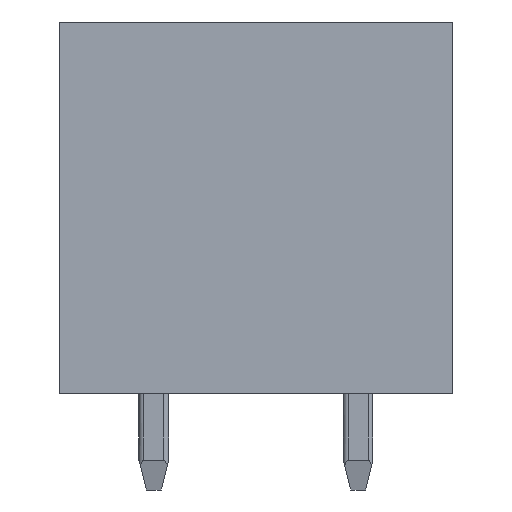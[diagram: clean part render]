
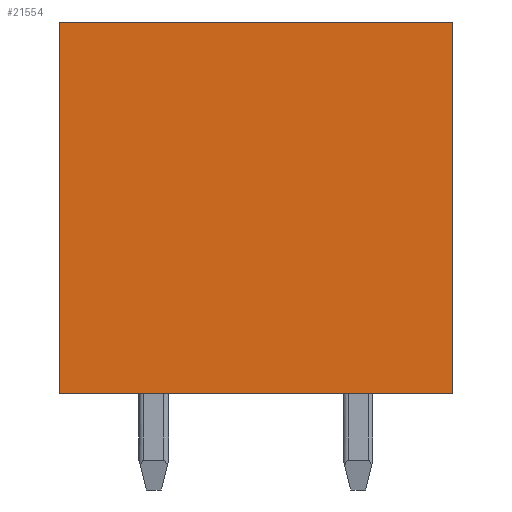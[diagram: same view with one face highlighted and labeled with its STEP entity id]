
A CAD part, left-side view. The second image highlights one B-rep face of the part: STEP entity #21554.
In plain terms, the highlighted planar face has unit normal (-1, 0, 0).
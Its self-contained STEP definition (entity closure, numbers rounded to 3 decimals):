
#1681=DIRECTION('',(0.,0.,-1.));
#1682=VECTOR('',#1681,10.);
#1683=CARTESIAN_POINT('',(-49.8,-5.3,3.7));
#1684=LINE('',#1683,#1682);
#1685=DIRECTION('',(0.,1.,0.));
#1686=VECTOR('',#1685,10.6);
#1687=CARTESIAN_POINT('',(-49.8,-5.3,-6.3));
#1688=LINE('',#1687,#1686);
#1689=DIRECTION('',(0.,0.,1.));
#1690=VECTOR('',#1689,10.);
#1691=CARTESIAN_POINT('',(-49.8,5.3,-6.3));
#1692=LINE('',#1691,#1690);
#1693=DIRECTION('',(0.,-1.,0.));
#1694=VECTOR('',#1693,10.6);
#1695=CARTESIAN_POINT('',(-49.8,5.3,3.7));
#1696=LINE('',#1695,#1694);
#15977=CARTESIAN_POINT('',(-49.8,-5.3,3.7));
#15978=CARTESIAN_POINT('',(-49.8,-5.3,-6.3));
#15979=VERTEX_POINT('',#15977);
#15980=VERTEX_POINT('',#15978);
#15981=CARTESIAN_POINT('',(-49.8,5.3,-6.3));
#15982=VERTEX_POINT('',#15981);
#15983=CARTESIAN_POINT('',(-49.8,5.3,3.7));
#15984=VERTEX_POINT('',#15983);
#21543=CARTESIAN_POINT('',(-49.8,0.,0.));
#21544=DIRECTION('',(1.,0.,0.));
#21545=DIRECTION('',(0.,-1.,0.));
#21546=AXIS2_PLACEMENT_3D('',#21543,#21544,#21545);
#21547=PLANE('',#21546);
#21548=ORIENTED_EDGE('',*,*,#20117,.T.);
#21549=ORIENTED_EDGE('',*,*,#20132,.T.);
#21550=ORIENTED_EDGE('',*,*,#20650,.T.);
#21551=ORIENTED_EDGE('',*,*,#20663,.T.);
#21552=EDGE_LOOP('',(#21548,#21549,#21550,#21551));
#21553=FACE_OUTER_BOUND('',#21552,.F.);
#21554=ADVANCED_FACE('',(#21553),#21547,.F.);
#20117=EDGE_CURVE('',#15979,#15980,#1684,.T.);
#20132=EDGE_CURVE('',#15980,#15982,#1688,.T.);
#20650=EDGE_CURVE('',#15982,#15984,#1692,.T.);
#20663=EDGE_CURVE('',#15984,#15979,#1696,.T.);
